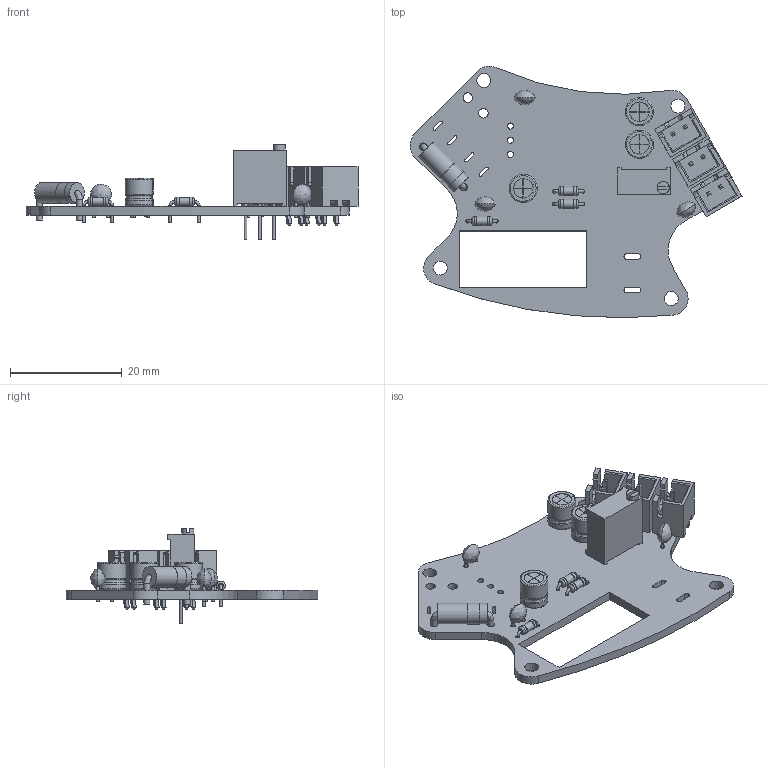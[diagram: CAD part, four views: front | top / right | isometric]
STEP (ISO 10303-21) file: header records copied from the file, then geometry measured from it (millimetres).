
FILE_DESCRIPTION(('KiCad electronic assembly'),'2;1');
FILE_NAME('psu_board.step','2022-07-28T13:56:07',('Pcbnew'),('Kicad'), 'Open CASCADE STEP processor 7.6','KiCad to STEP converter','Unknown' );
FILE_SCHEMA(('AUTOMOTIVE_DESIGN { 1 0 10303 214 1 1 1 1 }'));
Length unit declared in the file: millimetre
Products named in the file (14): psu_board 1; D_5W_P10.16mm_Horizontal; SOLID; R_Axial_DIN0204_L3.6mm_D1.6mm_P5.08mm_Horizontal; CP_Radial_D5.0mm_P2.50mm; JST_XH_B2B-XH-A_1x02_P2.50mm_Vertical; C_Disc_D3.8mm_W2.6mm_P2.50mm; Potentiometer_Bourns_3296W_Vertical; psu_board PCB
Assembly tree (21 placements, depth 3):
  psu_board 1
    D_5W_P10.16mm_Horizontal
      SOLID
    R_Axial_DIN0204_L3.6mm_D1.6mm_P5.08mm_Horizontal  x3
      SOLID
    CP_Radial_D5.0mm_P2.50mm  x3
      SOLID
    JST_XH_B2B-XH-A_1x02_P2.50mm_Vertical  x3
      SOLID
    C_Disc_D3.8mm_W2.6mm_P2.50mm  x3
      SOLID
    Potentiometer_Bourns_3296W_Vertical
      SOLID
    psu_board PCB
Bounding box: 59.44 x 45.02 x 17.07 mm (x, y, z)
Volume: 3881.5 mm3; surface area: 6246.2 mm2
Topology: 15 solids, 18 shells, 618 faces, 1555 edges, 1005 vertices
Faces by surface type: bspline 534, cylinder 60, plane 24
Full cylindrical faces by diameter (mm): 0.7 x6, 0.8 x15, 1 x6, 1.09 x3, 1.4 x2, 1.7 x2, 2.5 x4
Entity records: 22837 total; most frequent: CARTESIAN_POINT 9713, ORIENTED_EDGE 1490, PCURVE 1490, DEFINITIONAL_REPRESENTATION 1490, B_SPLINE_CURVE_WITH_KNOTS 1326, DIRECTION 950, EDGE_CURVE 745, SURFACE_CURVE 681
